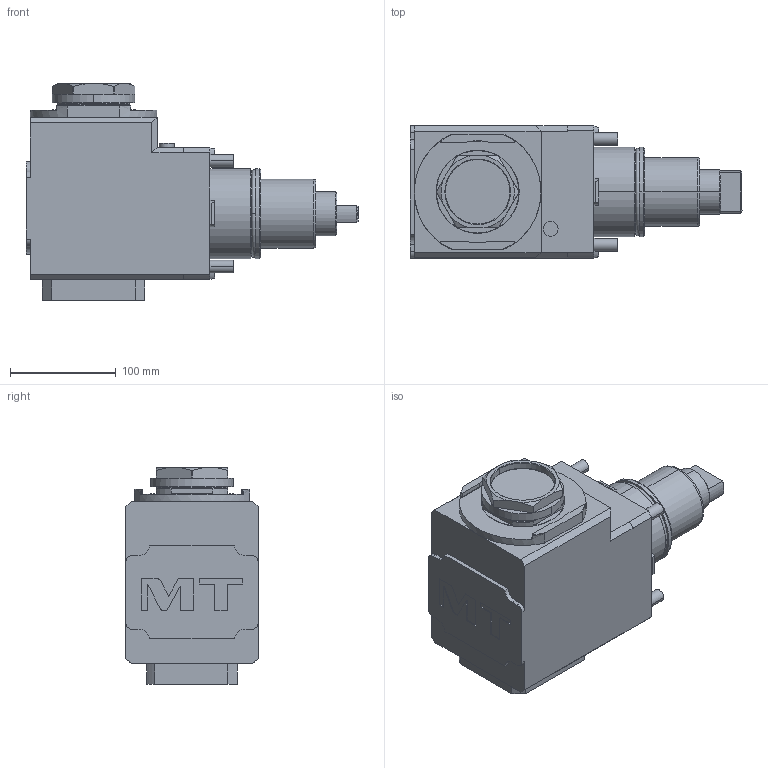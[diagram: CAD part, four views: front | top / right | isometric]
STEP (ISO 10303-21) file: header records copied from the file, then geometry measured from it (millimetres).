
FILE_DESCRIPTION((''),'2;1');
FILE_NAME('DWO1200263_CONF','2023-05-25T11:04:42',('gvalli'),('M.T. srl'),'CREO PARAMETRIC BY PTC INC, 2021072','CREO PARAMETRIC BY PTC INC, 2021072','');
FILE_SCHEMA(('CONFIG_CONTROL_DESIGN'));
Length unit declared in the file: millimetre
Products named in the file (1): DWO1200263_CONF
Bounding box: 314 x 125 x 205 mm (x, y, z)
Volume: 3937798.8 mm3; surface area: 190829.3 mm2
Topology: 2 solids, 2 shells, 252 faces, 635 edges, 408 vertices
Faces by surface type: plane 132, cylinder 74, cone 32, torus 12, extrusion 2
Entity records: 7883 total; most frequent: CARTESIAN_POINT 1719, DIRECTION 1289, ORIENTED_EDGE 1270, EDGE_CURVE 635, AXIS2_PLACEMENT_3D 466, VERTEX_POINT 408, VECTOR 357, LINE 355
